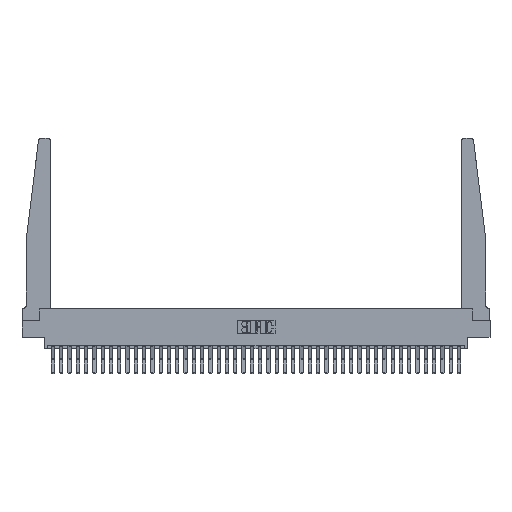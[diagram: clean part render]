
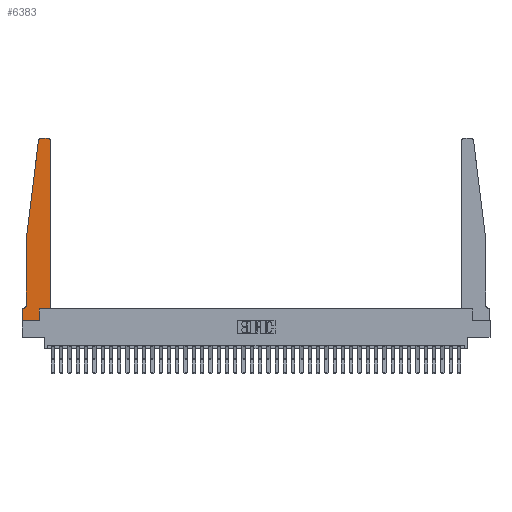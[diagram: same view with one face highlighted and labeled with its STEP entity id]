
A CAD part, top view. The second image highlights one B-rep face of the part: STEP entity #6383.
In plain terms, the highlighted planar face has unit normal (0, 0, 1).
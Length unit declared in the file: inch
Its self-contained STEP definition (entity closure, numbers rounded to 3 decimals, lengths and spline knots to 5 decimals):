
#316 = EDGE_CURVE ( 'NONE', #11139, #3472, #29117, .T. ) ;
#356 = CARTESIAN_POINT ( 'NONE',  ( 0.24675, 2.72367, 0.37 ) ) ;
#400 = EDGE_CURVE ( 'NONE', #25599, #21011, #10472, .T. ) ;
#935 = VERTEX_POINT ( 'NONE', #35526 ) ;
#1151 = ORIENTED_EDGE ( 'NONE', *, *, #316, .T. ) ;
#2197 = PLANE ( 'NONE',  #28336 ) ;
#2445 = DIRECTION ( 'NONE',  ( 0., -1., 0. ) ) ;
#2453 = DIRECTION ( 'NONE',  ( -0.122, -0.992, 0. ) ) ;
#2474 = VERTEX_POINT ( 'NONE', #356 ) ;
#2881 = EDGE_CURVE ( 'NONE', #8472, #25599, #20069, .T. ) ;
#2986 = VECTOR ( 'NONE', #2445, 39.37008 ) ;
#3045 = LINE ( 'NONE', #12244, #23815 ) ;
#3316 = VECTOR ( 'NONE', #24636, 39.37008 ) ;
#3472 = VERTEX_POINT ( 'NONE', #30556 ) ;
#3608 = FACE_OUTER_BOUND ( 'NONE', #35660, .T. ) ;
#3691 = LINE ( 'NONE', #17880, #10298 ) ;
#3895 = VERTEX_POINT ( 'NONE', #12727 ) ;
#4070 = CARTESIAN_POINT ( 'NONE',  ( 0.065, 1.25, 0.37 ) ) ;
#4907 = CARTESIAN_POINT ( 'NONE',  ( 0.425, 0.18, 0.37 ) ) ;
#5202 = VECTOR ( 'NONE', #24697, 39.37008 ) ;
#6209 = VERTEX_POINT ( 'NONE', #4070 ) ;
#6383 = ADVANCED_FACE ( 'NONE', ( #3608 ), #2197, .T. ) ;
#7661 = CARTESIAN_POINT ( 'NONE',  ( 0.25, 2.75, 0.37 ) ) ;
#7773 = CARTESIAN_POINT ( 'NONE',  ( 0.395, 2.72, 0.37 ) ) ;
#7887 = DIRECTION ( 'NONE',  ( 0., 0., 1. ) ) ;
#8132 = CARTESIAN_POINT ( 'NONE',  ( 0.065, 1.25, 0.37 ) ) ;
#8352 = EDGE_CURVE ( 'NONE', #34496, #3895, #31774, .T. ) ;
#8472 = VERTEX_POINT ( 'NONE', #18962 ) ;
#8636 = ORIENTED_EDGE ( 'NONE', *, *, #32542, .T. ) ;
#9191 = VERTEX_POINT ( 'NONE', #19408 ) ;
#9195 = LINE ( 'NONE', #17551, #23345 ) ;
#9640 = VECTOR ( 'NONE', #2453, 39.37008 ) ;
#10007 = CARTESIAN_POINT ( 'NONE',  ( 0.2605, 0.18, 0.37 ) ) ;
#10298 = VECTOR ( 'NONE', #26368, 39.37008 ) ;
#10417 = ORIENTED_EDGE ( 'NONE', *, *, #12104, .T. ) ;
#10472 = LINE ( 'NONE', #13589, #2986 ) ;
#10523 = CARTESIAN_POINT ( 'NONE',  ( 0.065, 0.1875, 0.37 ) ) ;
#10584 = DIRECTION ( 'NONE',  ( 1., 0., 0. ) ) ;
#10788 = AXIS2_PLACEMENT_3D ( 'NONE', #13554, #33326, #16406 ) ;
#11139 = VERTEX_POINT ( 'NONE', #27189 ) ;
#11276 = EDGE_CURVE ( 'NONE', #3472, #18780, #12674, .T. ) ;
#11724 = ORIENTED_EDGE ( 'NONE', *, *, #23054, .T. ) ;
#11941 = DIRECTION ( 'NONE',  ( 1., 0., 0. ) ) ;
#12104 = EDGE_CURVE ( 'NONE', #935, #11139, #3691, .T. ) ;
#12244 = CARTESIAN_POINT ( 'NONE',  ( 0.065, 1.25, 0.37 ) ) ;
#12674 = LINE ( 'NONE', #7661, #5202 ) ;
#12683 = ORIENTED_EDGE ( 'NONE', *, *, #11276, .T. ) ;
#12727 = CARTESIAN_POINT ( 'NONE',  ( 0.2605, 0.18, 0.37 ) ) ;
#13554 = CARTESIAN_POINT ( 'NONE',  ( 0.27653, 2.72, 0.37 ) ) ;
#13589 = CARTESIAN_POINT ( 'NONE',  ( 0., 0., 0.37 ) ) ;
#15205 = CARTESIAN_POINT ( 'NONE',  ( 0.2605, 0., 0.37 ) ) ;
#15738 = DIRECTION ( 'NONE',  ( 0., 1., 0. ) ) ;
#16406 = DIRECTION ( 'NONE',  ( 1., 0., 0. ) ) ;
#16549 = DIRECTION ( 'NONE',  ( 0., 0., -1. ) ) ;
#17520 = ORIENTED_EDGE ( 'NONE', *, *, #2881, .T. ) ;
#17551 = CARTESIAN_POINT ( 'NONE',  ( 0., 0., 0.37 ) ) ;
#17880 = CARTESIAN_POINT ( 'NONE',  ( 0.425, 0.18, 0.37 ) ) ;
#18780 = VERTEX_POINT ( 'NONE', #29890 ) ;
#18962 = CARTESIAN_POINT ( 'NONE',  ( 0.015, 0.1875, 0.37 ) ) ;
#19408 = CARTESIAN_POINT ( 'NONE',  ( 0.065, 0.2375, 0.37 ) ) ;
#20069 = LINE ( 'NONE', #10523, #30232 ) ;
#21011 = VERTEX_POINT ( 'NONE', #26124 ) ;
#21019 = ORIENTED_EDGE ( 'NONE', *, *, #31875, .T. ) ;
#21968 = CARTESIAN_POINT ( 'NONE',  ( 0., 0.1875, 0.37 ) ) ;
#22954 = CARTESIAN_POINT ( 'NONE',  ( 0., 0.1875, 0.37 ) ) ;
#23054 = EDGE_CURVE ( 'NONE', #9191, #8472, #32302, .T. ) ;
#23195 = ORIENTED_EDGE ( 'NONE', *, *, #400, .T. ) ;
#23345 = VECTOR ( 'NONE', #11941, 39.37008 ) ;
#23475 = DIRECTION ( 'NONE',  ( 0., -1., 0. ) ) ;
#23806 = LINE ( 'NONE', #8132, #9640 ) ;
#23815 = VECTOR ( 'NONE', #23475, 39.37008 ) ;
#24115 = EDGE_CURVE ( 'NONE', #6209, #9191, #3045, .T. ) ;
#24250 = VECTOR ( 'NONE', #15738, 39.37008 ) ;
#24636 = DIRECTION ( 'NONE',  ( 1., 0., 0. ) ) ;
#24697 = DIRECTION ( 'NONE',  ( -1., 0., 0. ) ) ;
#24983 = LINE ( 'NONE', #4907, #3316 ) ;
#25599 = VERTEX_POINT ( 'NONE', #22954 ) ;
#26124 = CARTESIAN_POINT ( 'NONE',  ( 0., 0., 0.37 ) ) ;
#26368 = DIRECTION ( 'NONE',  ( 0., 1., 0. ) ) ;
#26769 = ORIENTED_EDGE ( 'NONE', *, *, #24115, .T. ) ;
#27189 = CARTESIAN_POINT ( 'NONE',  ( 0.425, 2.72, 0.37 ) ) ;
#27573 = DIRECTION ( 'NONE',  ( 0., 0., 1. ) ) ;
#27688 = DIRECTION ( 'NONE',  ( 1., 0., 0. ) ) ;
#28131 = EDGE_CURVE ( 'NONE', #3895, #935, #24983, .T. ) ;
#28336 = AXIS2_PLACEMENT_3D ( 'NONE', #21968, #7887, #27688 ) ;
#29117 = CIRCLE ( 'NONE', #34583, 0.03 ) ;
#29728 = CIRCLE ( 'NONE', #10788, 0.03 ) ;
#29858 = ORIENTED_EDGE ( 'NONE', *, *, #32139, .T. ) ;
#29890 = CARTESIAN_POINT ( 'NONE',  ( 0.27653, 2.75, 0.37 ) ) ;
#30232 = VECTOR ( 'NONE', #30330, 39.37008 ) ;
#30330 = DIRECTION ( 'NONE',  ( -1., 0., 0. ) ) ;
#30556 = CARTESIAN_POINT ( 'NONE',  ( 0.395, 2.75, 0.37 ) ) ;
#31774 = LINE ( 'NONE', #10007, #24250 ) ;
#31875 = EDGE_CURVE ( 'NONE', #2474, #6209, #23806, .T. ) ;
#32139 = EDGE_CURVE ( 'NONE', #21011, #34496, #9195, .T. ) ;
#32302 = CIRCLE ( 'NONE', #35007, 0.05 ) ;
#32542 = EDGE_CURVE ( 'NONE', #18780, #2474, #29728, .T. ) ;
#33023 = ORIENTED_EDGE ( 'NONE', *, *, #28131, .T. ) ;
#33326 = DIRECTION ( 'NONE',  ( 0., 0., 1. ) ) ;
#33450 = CARTESIAN_POINT ( 'NONE',  ( 0.015, 0.2375, 0.37 ) ) ;
#34496 = VERTEX_POINT ( 'NONE', #15205 ) ;
#34583 = AXIS2_PLACEMENT_3D ( 'NONE', #7773, #27573, #10584 ) ;
#35007 = AXIS2_PLACEMENT_3D ( 'NONE', #33450, #16549, #36282 ) ;
#35526 = CARTESIAN_POINT ( 'NONE',  ( 0.425, 0.18, 0.37 ) ) ;
#35594 = ORIENTED_EDGE ( 'NONE', *, *, #8352, .T. ) ;
#35660 = EDGE_LOOP ( 'NONE', ( #12683, #8636, #21019, #26769, #11724, #17520, #23195, #29858, #35594, #33023, #10417, #1151 ) ) ;
#36282 = DIRECTION ( 'NONE',  ( -1., 0., 0. ) ) ;
